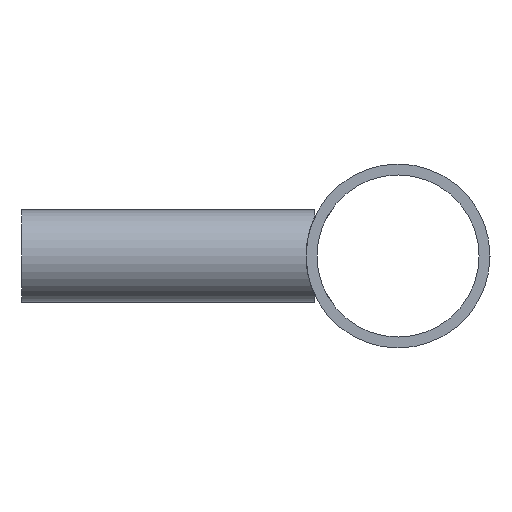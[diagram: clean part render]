
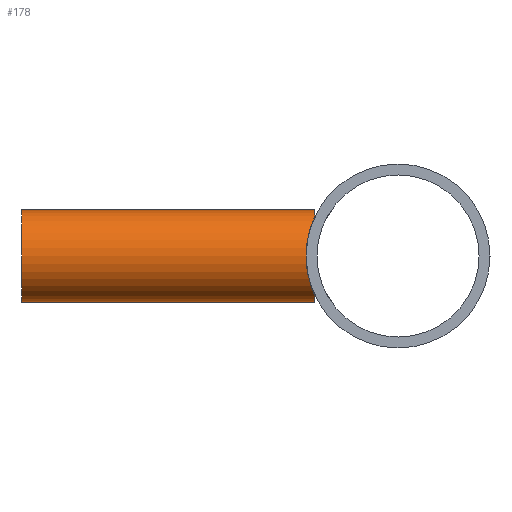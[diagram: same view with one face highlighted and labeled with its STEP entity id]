
A CAD part, left-side view. The second image highlights one B-rep face of the part: STEP entity #178.
In plain terms, the highlighted cylindrical face has radius 6.75 mm (diameter 13.5 mm), a full revolution.
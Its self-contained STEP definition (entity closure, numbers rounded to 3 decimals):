
#24=FACE_BOUND('',#67,.T.);
#45=FACE_OUTER_BOUND('',#66,.T.);
#66=EDGE_LOOP('',(#142));
#67=EDGE_LOOP('',(#143));
#81=CIRCLE('',#203,6.75);
#82=CIRCLE('',#204,6.75);
#98=VERTEX_POINT('',#531);
#99=VERTEX_POINT('',#533);
#114=EDGE_CURVE('',#98,#98,#81,.T.);
#115=EDGE_CURVE('',#99,#99,#82,.T.);
#142=ORIENTED_EDGE('',*,*,#114,.T.);
#143=ORIENTED_EDGE('',*,*,#115,.F.);
#154=CYLINDRICAL_SURFACE('',#202,6.75);
#178=ADVANCED_FACE('',(#45,#24),#154,.T.);
#202=AXIS2_PLACEMENT_3D('',#530,#247,#248);
#203=AXIS2_PLACEMENT_3D('',#532,#249,#250);
#204=AXIS2_PLACEMENT_3D('',#534,#251,#252);
#247=DIRECTION('center_axis',(0.,-1.,0.));
#248=DIRECTION('ref_axis',(1.,0.,0.));
#249=DIRECTION('center_axis',(0.,-1.,0.));
#250=DIRECTION('ref_axis',(1.,0.,0.));
#251=DIRECTION('center_axis',(0.,-1.,0.));
#252=DIRECTION('ref_axis',(1.,0.,0.));
#530=CARTESIAN_POINT('Origin',(55.,55.,0.));
#531=CARTESIAN_POINT('',(48.25,55.,0.));
#532=CARTESIAN_POINT('Origin',(55.,55.,0.));
#533=CARTESIAN_POINT('',(48.25,12.15,0.));
#534=CARTESIAN_POINT('Origin',(55.,12.15,0.));
